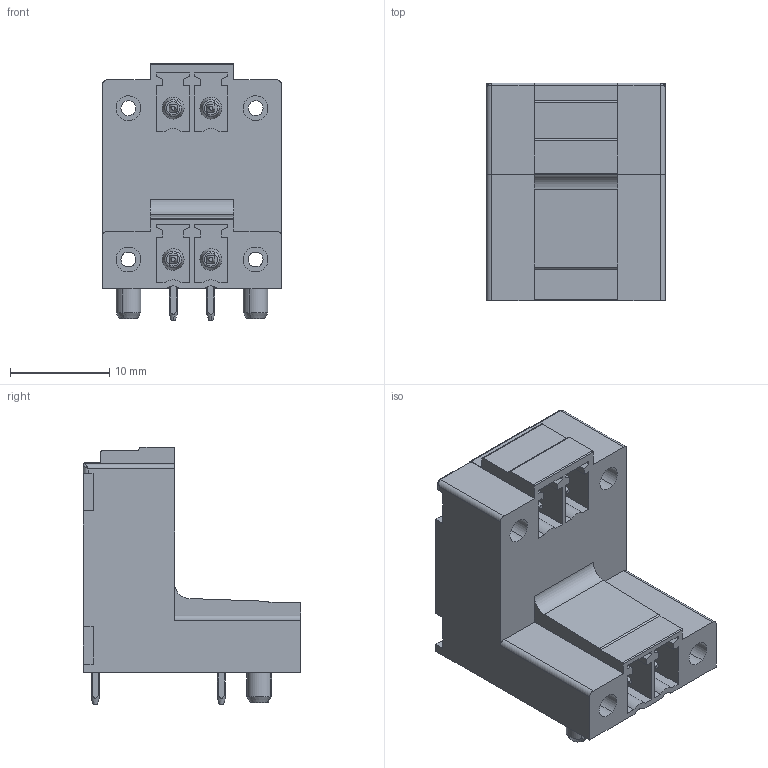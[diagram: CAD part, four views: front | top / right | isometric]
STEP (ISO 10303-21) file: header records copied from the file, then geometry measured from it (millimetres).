
FILE_DESCRIPTION(('CATIA V5 STEP Exchange','CAx-IF Rec.Pracs.--- Model Styling and Organization---1.2---2011-12-15'),'2;1');
FILE_NAME ('D1447234_0', '2018-10-15T06:24:54+00:00', ('none'), ('Weidmueller'), 'CATIA Version 5-6 Release 2014', 'CATIA V5 STEP AP214', 'none');
FILE_SCHEMA(('AUTOMOTIVE_DESIGN { 1 0 10303 214 1 1 1 1 }'));
Length unit declared in the file: millimetre
Products named in the file (1): 1032580000
Bounding box: 18.01 x 21.9 x 25.9 mm (x, y, z)
Volume: 3229.9 mm3; surface area: 4536.3 mm2
Topology: 5 solids, 5 shells, 380 faces, 1040 edges, 686 vertices
Faces by surface type: plane 229, cylinder 109, cone 28, torus 8, revolution 4, bspline 2
Entity records: 11941 total; most frequent: CARTESIAN_POINT 3107, ORIENTED_EDGE 2076, DIRECTION 1365, EDGE_CURVE 1038, VECTOR 720, LINE 720, VERTEX_POINT 686, AXIS2_PLACEMENT_3D 437
